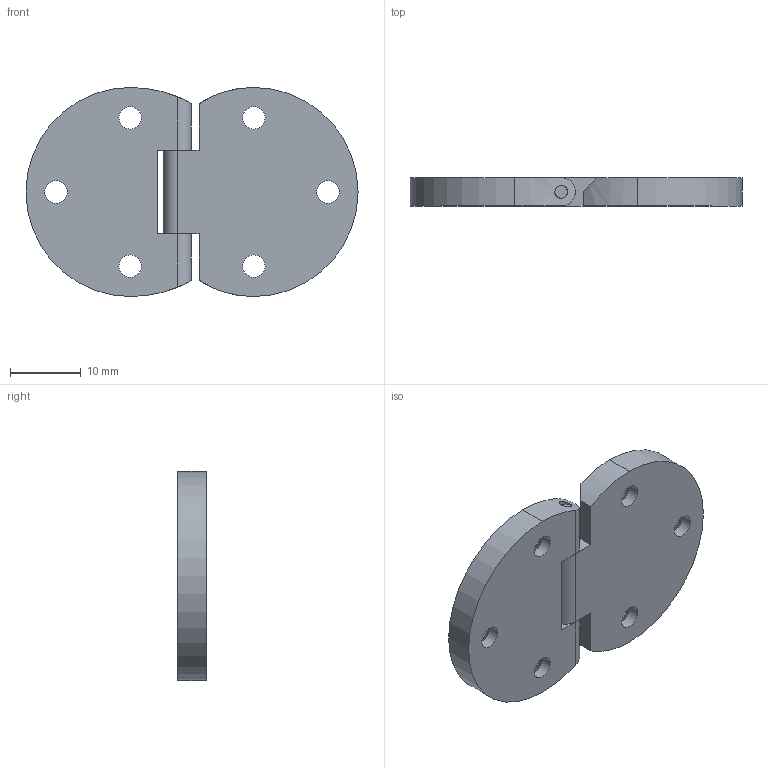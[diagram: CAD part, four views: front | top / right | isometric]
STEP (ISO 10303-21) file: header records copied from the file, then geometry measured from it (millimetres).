
FILE_DESCRIPTION(/* description */ (''),/* implementation_level */ '2;1');
FILE_NAME(/* name */ 'HC3047.stp',/* time_stamp */ '2024-02-15T15:40:53+09:00',/* author */ ('user'),/* organization */ (''),/* preprocessor_version */ 'ST-DEVELOPER v15.6',/* originating_system */ 'Autodesk Inventor 2015',/* authorisation */ '');
FILE_SCHEMA (('AUTOMOTIVE_DESIGN { 1 0 10303 214 3 1 1 }'));
Length unit declared in the file: millimetre
Products named in the file (4): 날개ㄷ; 날개ㅓ; 핀; HC3047
Bounding box: 47 x 4 x 29.6 mm (x, y, z)
Volume: 4111.2 mm3; surface area: 3462.4 mm2
Topology: 3 solids, 3 shells, 47 faces, 112 edges, 71 vertices
Faces by surface type: cylinder 25, plane 16, cone 6
Full cylindrical faces by diameter (mm): 1.8 x4, 3.2 x6, 6 x6
Entity records: 1477 total; most frequent: CARTESIAN_POINT 315, DIRECTION 241, ORIENTED_EDGE 178, AXIS2_PLACEMENT_3D 102, EDGE_CURVE 89, EDGE_LOOP 87, VERTEX_POINT 70, FACE_OUTER_BOUND 47
